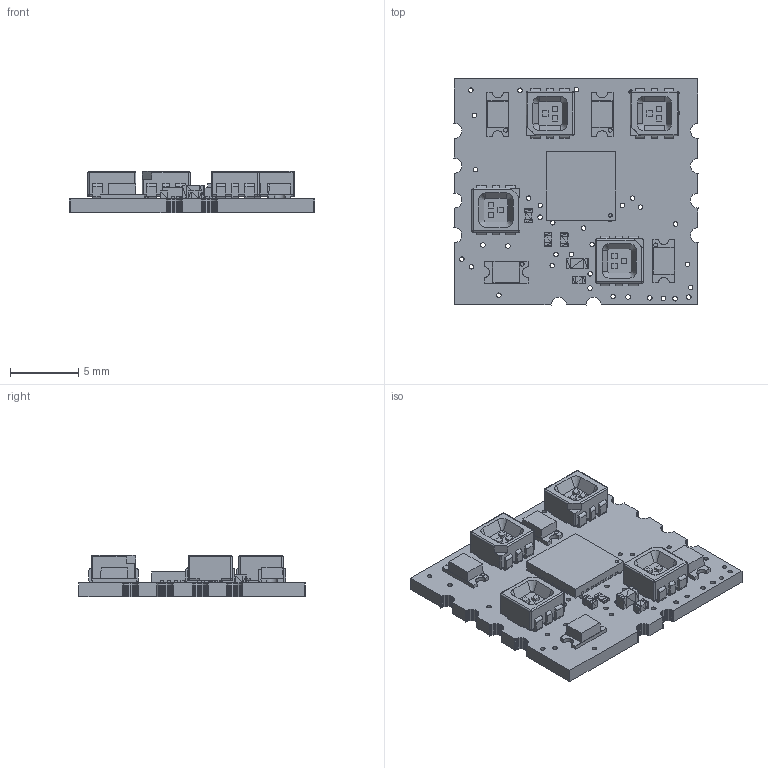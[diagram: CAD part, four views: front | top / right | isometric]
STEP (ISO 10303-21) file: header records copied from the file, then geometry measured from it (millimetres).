
FILE_DESCRIPTION(('for SolidWorks'),'2;1');
FILE_NAME('SocialLightsmall.step', '2014-08-23T15:20:42',('chris'),(''),'Open CASCADE STEP processor 6.6' ,'Diptrace','Unknown');
FILE_SCHEMA(('AUTOMOTIVE_DESIGN { 1 0 10303 214 1 1 1 1 }'));
Length unit declared in the file: millimetre
Products named in the file (8): PCB; Board; Model_2; Model_7; Model_12; cap_0402; cap_0603; res_0402
Assembly tree (15 placements, depth 2):
  PCB
    Board
    Model_2  x4
    Model_7  x4
    Model_12
    cap_0402  x2
    cap_0603
    res_0402  x2
Bounding box: 17.93 x 16.53 x 3.01 mm (x, y, z)
Volume: 284 mm3; surface area: 1242.1 mm2
Topology: 1 solids, 19 shells, 2312 faces, 5583 edges, 3362 vertices
Faces by surface type: plane 1662, bspline 372, cylinder 232, sphere 28, cone 18
Full cylindrical faces by diameter (mm): 0.33 x56
Entity records: 43222 total; most frequent: CARTESIAN_POINT 10808, ORIENTED_EDGE 5512, DIRECTION 4916, EDGE_CURVE 2756, LINE 2358, VECTOR 2358, VERTEX_POINT 1647, AXIS2_PLACEMENT_3D 1279
